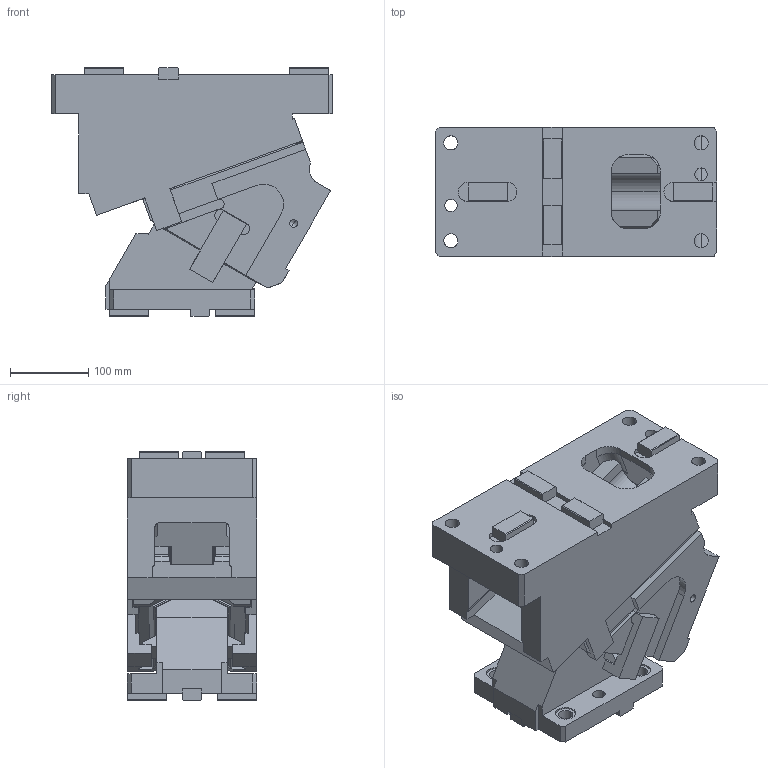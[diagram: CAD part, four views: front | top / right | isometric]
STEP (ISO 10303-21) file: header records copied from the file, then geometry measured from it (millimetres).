
FILE_DESCRIPTION(('CATIA V5 STEP Exchange'),'2;1');
FILE_NAME('CACV_165_30.stp','2015-04-24T14:11:58+00:00',('none'),('none'),'CATIA Version 5 Release 19 SP 2 (IN-10)','CATIA V5 STEP AP203','none');
FILE_SCHEMA(('CONFIG_CONTROL_DESIGN'));
Length unit declared in the file: millimetre
Products named in the file (1): CACV_165_30
Bounding box: 360 x 165 x 318 mm (x, y, z)
Volume: 10662307.3 mm3; surface area: 742874.1 mm2
Topology: 3 solids, 8 shells, 567 faces, 1646 edges, 1081 vertices
Faces by surface type: plane 384, cylinder 155, cone 18, bspline 8, torus 2
Entity records: 19122 total; most frequent: CARTESIAN_POINT 4685, ORIENTED_EDGE 3248, DIRECTION 2502, EDGE_CURVE 1624, VECTOR 1289, LINE 1289, VERTEX_POINT 1081, AXIS2_PLACEMENT_3D 706
